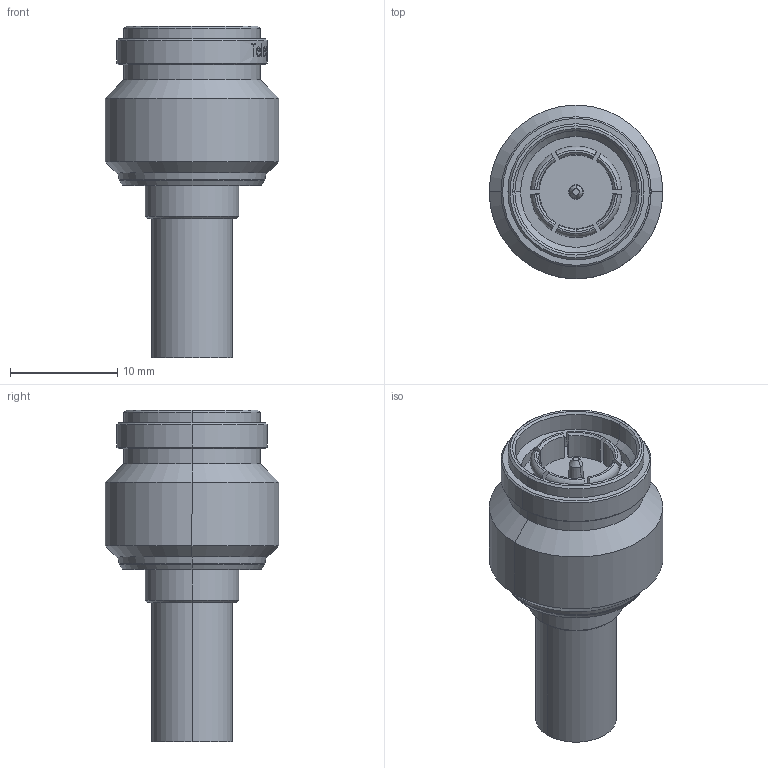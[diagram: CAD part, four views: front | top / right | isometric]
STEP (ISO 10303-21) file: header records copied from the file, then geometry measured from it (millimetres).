
FILE_DESCRIPTION (( 'STEP AP214' ), '1' );
FILE_NAME ('J01012A2288.STEP', '2018-01-09T08:51:38', ( '' ), ( '' ), 'SwSTEP 2.0', 'SolidWorks 2017', '' );
FILE_SCHEMA (( 'AUTOMOTIVE_DESIGN' ));
Length unit declared in the file: millimetre
Products named in the file (1): J01012A2288
Bounding box: 16.2 x 16.2 x 30.95 mm (x, y, z)
Volume: 2721.1 mm3; surface area: 1991.4 mm2
Topology: 1 solids, 1 shells, 279 faces, 695 edges, 451 vertices
Faces by surface type: plane 89, bspline 83, cylinder 60, cone 39, torus 8
Entity records: 16868 total; most frequent: CARTESIAN_POINT 7872, ORIENTED_EDGE 1390, DIRECTION 951, EDGE_CURVE 695, VERTEX_POINT 451, AXIS2_PLACEMENT_3D 368, EDGE_LOOP 312, B_SPLINE_CURVE_WITH_KNOTS 295
